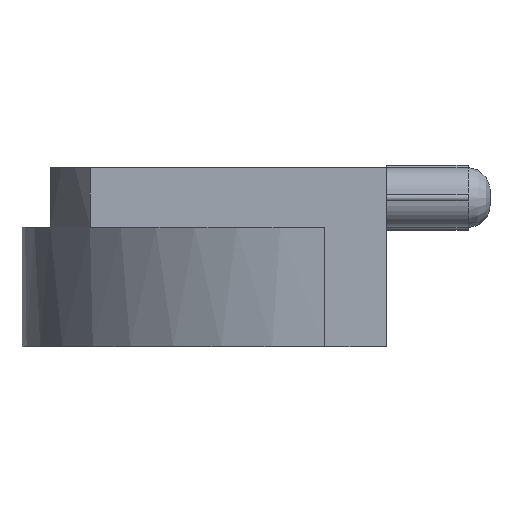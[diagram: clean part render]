
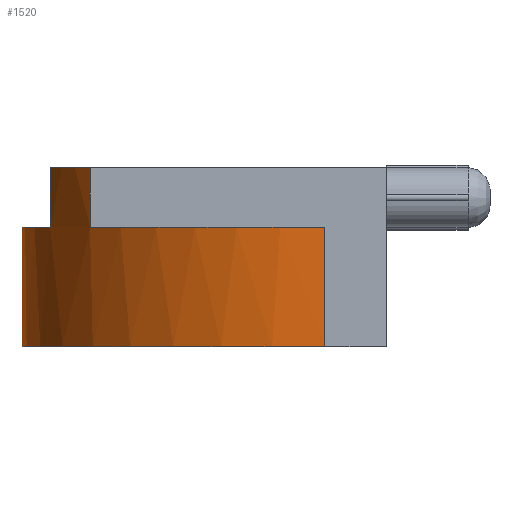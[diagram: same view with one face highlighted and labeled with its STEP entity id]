
A CAD part, left-side view. The second image highlights one B-rep face of the part: STEP entity #1520.
In plain terms, the highlighted cylindrical face has radius 7.6 mm (diameter 15.2 mm), a partial arc.
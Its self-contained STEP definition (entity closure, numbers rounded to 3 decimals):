
#1061=CARTESIAN_POINT('',(4.4,6.893,3.));
#1062=VERTEX_POINT('',#1061);
#1079=CARTESIAN_POINT('',(4.4,6.893,1.5));
#1080=VERTEX_POINT('',#1079);
#1087=CARTESIAN_POINT('',(4.4,6.893,1.5));
#1088=DIRECTION('',(0.0,0.0,1.0));
#1089=VECTOR('',#1088,1.5);
#1090=LINE('',#1087,#1089);
#1091=EDGE_CURVE('',#1080,#1062,#1090,.T.);
#1193=CARTESIAN_POINT('',(2.8,5.892,3.));
#1194=VERTEX_POINT('',#1193);
#1195=CARTESIAN_POINT('',(7.6,0.,3.));
#1196=DIRECTION('',(0.0,0.0,-1.0));
#1197=DIRECTION('',(0.421,-0.907,0.0));
#1198=AXIS2_PLACEMENT_3D('',#1195,#1196,#1197);
#1199=CIRCLE('',#1198,7.6);
#1200=EDGE_CURVE('',#1194,#1062,#1199,.T.);
#1293=CARTESIAN_POINT('',(2.8,5.892,1.5));
#1294=VERTEX_POINT('',#1293);
#1301=CARTESIAN_POINT('',(0.0,0.0,1.5));
#1302=VERTEX_POINT('',#1301);
#1303=CARTESIAN_POINT('',(7.6,0.,1.5));
#1304=DIRECTION('',(0.0,0.0,-1.0));
#1305=DIRECTION('',(0.0,1.0,0.0));
#1306=AXIS2_PLACEMENT_3D('',#1303,#1304,#1305);
#1307=CIRCLE('',#1306,7.6);
#1308=EDGE_CURVE('',#1302,#1294,#1307,.T.);
#1342=CARTESIAN_POINT('',(7.6,7.6,1.5));
#1343=VERTEX_POINT('',#1342);
#1350=CARTESIAN_POINT('',(7.6,0.,1.5));
#1351=DIRECTION('',(0.0,0.0,-1.0));
#1352=DIRECTION('',(0.0,1.0,0.0));
#1353=AXIS2_PLACEMENT_3D('',#1350,#1351,#1352);
#1354=CIRCLE('',#1353,7.6);
#1355=EDGE_CURVE('',#1080,#1343,#1354,.T.);
#1385=CARTESIAN_POINT('',(2.8,5.892,1.5));
#1386=DIRECTION('',(0.0,0.0,1.0));
#1387=VECTOR('',#1386,1.5);
#1388=LINE('',#1385,#1387);
#1389=EDGE_CURVE('',#1294,#1194,#1388,.T.);
#1473=CARTESIAN_POINT('',(7.6,7.6,-1.5));
#1474=VERTEX_POINT('',#1473);
#1481=CARTESIAN_POINT('',(7.6,7.6,-1.5));
#1482=DIRECTION('',(0.0,0.0,1.0));
#1483=VECTOR('',#1482,3.);
#1484=LINE('',#1481,#1483);
#1485=EDGE_CURVE('',#1474,#1343,#1484,.T.);
#1492=CARTESIAN_POINT('',(7.6,0.,0.0));
#1493=DIRECTION('',(0.0,0.0,-1.0));
#1494=DIRECTION('',(0.0,1.0,0.0));
#1495=AXIS2_PLACEMENT_3D('',#1492,#1493,#1494);
#1496=CYLINDRICAL_SURFACE('',#1495,7.6);
#1497=CARTESIAN_POINT('',(0.0,0.0,-1.5));
#1498=VERTEX_POINT('',#1497);
#1499=CARTESIAN_POINT('',(7.6,0.,-1.5));
#1500=DIRECTION('',(0.0,0.0,1.0));
#1501=DIRECTION('',(0.0,1.0,0.0));
#1502=AXIS2_PLACEMENT_3D('',#1499,#1500,#1501);
#1503=CIRCLE('',#1502,7.6);
#1504=EDGE_CURVE('',#1474,#1498,#1503,.T.);
#1505=ORIENTED_EDGE('',*,*,#1504,.T.);
#1506=CARTESIAN_POINT('',(0.0,0.0,1.5));
#1507=DIRECTION('',(0.0,0.0,-1.0));
#1508=VECTOR('',#1507,3.);
#1509=LINE('',#1506,#1508);
#1510=EDGE_CURVE('',#1302,#1498,#1509,.T.);
#1511=ORIENTED_EDGE('',*,*,#1510,.F.);
#1512=ORIENTED_EDGE('',*,*,#1308,.T.);
#1513=ORIENTED_EDGE('',*,*,#1389,.T.);
#1514=ORIENTED_EDGE('',*,*,#1200,.T.);
#1515=ORIENTED_EDGE('',*,*,#1091,.F.);
#1516=ORIENTED_EDGE('',*,*,#1355,.T.);
#1517=ORIENTED_EDGE('',*,*,#1485,.F.);
#1518=EDGE_LOOP('',(#1505,#1511,#1512,#1513,#1514,#1515,#1516,#1517));
#1519=FACE_OUTER_BOUND('',#1518,.T.);
#1520=ADVANCED_FACE('',(#1519),#1496,.T.);
